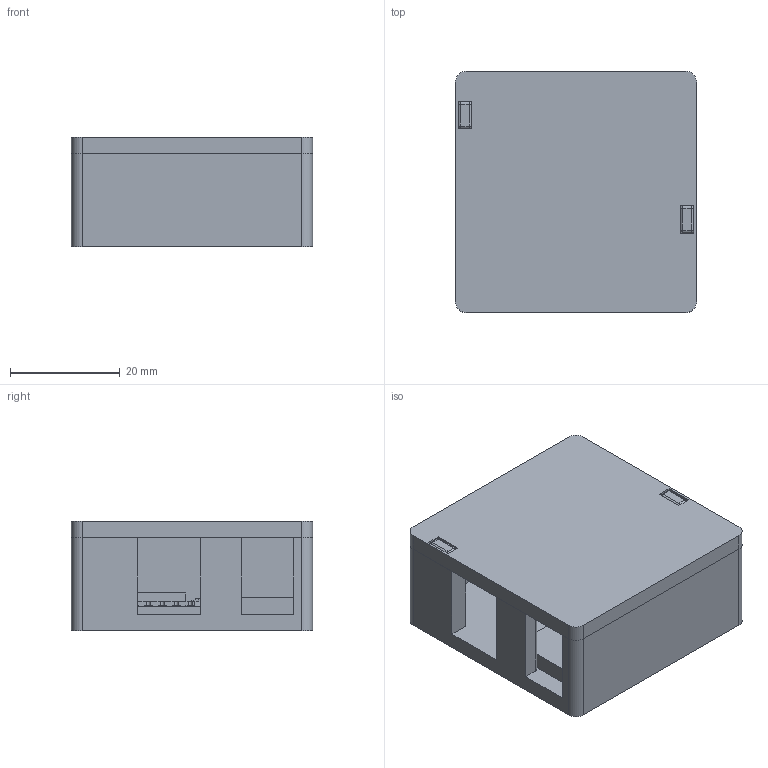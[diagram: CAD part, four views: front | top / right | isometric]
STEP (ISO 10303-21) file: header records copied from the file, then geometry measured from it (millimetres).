
FILE_DESCRIPTION(/* description */ (''),/* implementation_level */ '2;1');
FILE_NAME(/* name */ 'the_last_one.step',/* time_stamp */ '2026-01-06T10:36:14+05:30',/* author */ (''),/* organization */ (''),/* preprocessor_version */ 'ST-DEVELOPER v20.1',/* originating_system */ 'Autodesk Translation Framework v14.21.0.0',/* authorisation */ '');
FILE_SCHEMA (('AUTOMOTIVE_DESIGN { 1 0 10303 214 3 1 1 }'));
Products named in the file (68): 2025-12-18-09-17-48-753; 2025-12-18-09-21-28-405; 2025-12-18-09-21-28-416; 2025-12-18-09-21-28-415; 2025-12-18-09-21-28-411; 2025-12-18-09-21-28-411_1; 2025-12-18-09-21-28-411_2; 2025-12-18-09-21-28-406; 2025-12-18-09-21-28-406_1; 2025-12-18-09-21-28-406_2; 2025-12-18-09-21-28-406_3; 2025-12-18-09-21-28-415_1; 2025-12-18-09-21-28-412; 2025-12-18-09-21-28-412_1; 2025-12-18-09-21-28-406_4; 2025-12-18-09-21-28-406_5; 2025-12-18-09-21-28-406_6; 2025-12-18-09-21-28-405_1; 2025-12-18-09-21-28-406_7; 2025-12-18-09-21-28-405_2; 2025-12-18-09-21-28-407; 2025-12-18-09-21-28-407_1; 2025-12-18-09-21-28-407_2; 2025-12-18-09-21-28-407_3; 2025-12-18-09-21-28-407_4; 2025-12-18-09-21-28-407_5; 2025-12-18-09-21-28-407_6; 2025-12-18-09-21-28-407_7; 2025-12-18-09-21-28-407_8; 2025-12-18-09-21-28-407_9; 2025-12-18-09-21-28-407_10; 2025-12-18-09-21-28-408; 2025-12-18-09-21-28-405_3; 2025-12-18-09-21-28-408_1; 2025-12-18-09-21-28-408_2; 2025-12-18-09-21-28-408_3; 2025-12-18-09-21-28-408_4; 2025-12-18-09-21-28-408_5; 2025-12-18-09-21-28-405_4; 2025-12-18-09-21-28-408_6 ...
Assembly tree (67 placements, depth 7):
  2025-12-18-09-17-48-753
    2025-12-18-09-21-28-405
      2025-12-18-09-21-28-416
        2025-12-18-09-21-28-415
          2025-12-18-09-21-28-411
          2025-12-18-09-21-28-411_1
          2025-12-18-09-21-28-411_2
          2025-12-18-09-21-28-406
          2025-12-18-09-21-28-406_1
          2025-12-18-09-21-28-406_2
          2025-12-18-09-21-28-406_3
          2025-12-18-09-21-28-415_1
            2025-12-18-09-21-28-412
              2025-12-18-09-21-28-412_1
              2025-12-18-09-21-28-406_4
              2025-12-18-09-21-28-406_5
              2025-12-18-09-21-28-406_6
              2025-12-18-09-21-28-405_1
              2025-12-18-09-21-28-406_7
              2025-12-18-09-21-28-405_2
              2025-12-18-09-21-28-407
              2025-12-18-09-21-28-407_1
              2025-12-18-09-21-28-407_2
              2025-12-18-09-21-28-407_3
              2025-12-18-09-21-28-407_4
              2025-12-18-09-21-28-407_5
              2025-12-18-09-21-28-407_6
              2025-12-18-09-21-28-407_7
              2025-12-18-09-21-28-407_8
              2025-12-18-09-21-28-407_9
              2025-12-18-09-21-28-407_10
              2025-12-18-09-21-28-408
              2025-12-18-09-21-28-405_3
              2025-12-18-09-21-28-408_1
              2025-12-18-09-21-28-408_2
              2025-12-18-09-21-28-408_3
              2025-12-18-09-21-28-408_4
              2025-12-18-09-21-28-408_5
              2025-12-18-09-21-28-405_4
              2025-12-18-09-21-28-408_6
              2025-12-18-09-21-28-408_7
              2025-12-18-09-21-28-408_8
              2025-12-18-09-21-28-408_9
              2025-12-18-09-21-28-408_10
              2025-12-18-09-21-28-409
              2025-12-18-09-21-28-409_1
              2025-12-18-09-21-28-409_2
              2025-12-18-09-21-28-409_3
              2025-12-18-09-21-28-409_4
              2025-12-18-09-21-28-405_5
              2025-12-18-09-21-28-409_5
              2025-12-18-09-21-28-409_6
              2025-12-18-09-21-28-409_7
              2025-12-18-09-21-28-409_8
              2025-12-18-09-21-28-409_9
              2025-12-18-09-21-28-410
              2025-12-18-09-21-28-410_1
              2025-12-18-09-21-28-410_2
              2025-12-18-09-21-28-410_3
              2025-12-18-09-21-28-410_4
Bounding box: 44 x 44 x 20 mm (x, y, z)
Volume: 19165.6 mm3; surface area: 15070 mm2
Topology: 105 solids, 105 shells, 2140 faces, 5673 edges, 3762 vertices
Faces by surface type: plane 1768, bspline 302, cylinder 54, sphere 16
Entity records: 71218 total; most frequent: CARTESIAN_POINT 15373, ORIENTED_EDGE 11346, DIRECTION 10257, EDGE_CURVE 5673, LINE 4981, VECTOR 4981, VERTEX_POINT 3762, AXIS2_PLACEMENT_3D 2638
